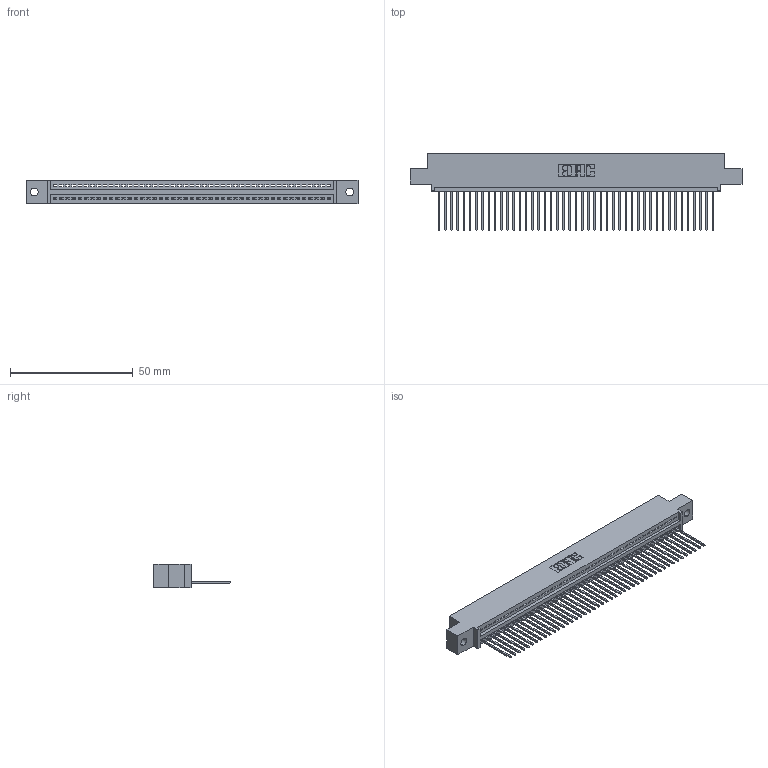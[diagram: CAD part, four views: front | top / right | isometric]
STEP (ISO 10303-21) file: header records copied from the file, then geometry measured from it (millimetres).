
FILE_DESCRIPTION (( 'STEP AP203' ), '1' );
FILE_NAME ('345-045-542-402.STEP', '2018-09-09T11:37:13', ( '' ), ( '' ), 'SwSTEP 2.0', 'SolidWorks 2016', '' );
FILE_SCHEMA (( 'CONFIG_CONTROL_DESIGN' ));
Length unit declared in the file: inch
Products named in the file (3): 345-292-001_345-293-142; 345-045-542-402; 345 Part_0.110 Offset - 0.128 Dia
Assembly tree (46 placements, depth 2):
  345-045-542-402
    345 Part_0.110 Offset - 0.128 Dia
    345-292-001_345-293-142  x45
Bounding box: 135.51 x 31.29 x 9.4 mm (x, y, z)
Volume: 12885.4 mm3; surface area: 17607.9 mm2
Topology: 46 solids, 46 shells, 2740 faces, 8273 edges, 5454 vertices
Faces by surface type: plane 1884, cylinder 856
Entity records: 33617 total; most frequent: CARTESIAN_POINT 5831, ORIENTED_EDGE 5810, DIRECTION 5087, EDGE_CURVE 2905, VECTOR 2593, LINE 2593, VERTEX_POINT 1934, AXIS2_PLACEMENT_3D 1247
